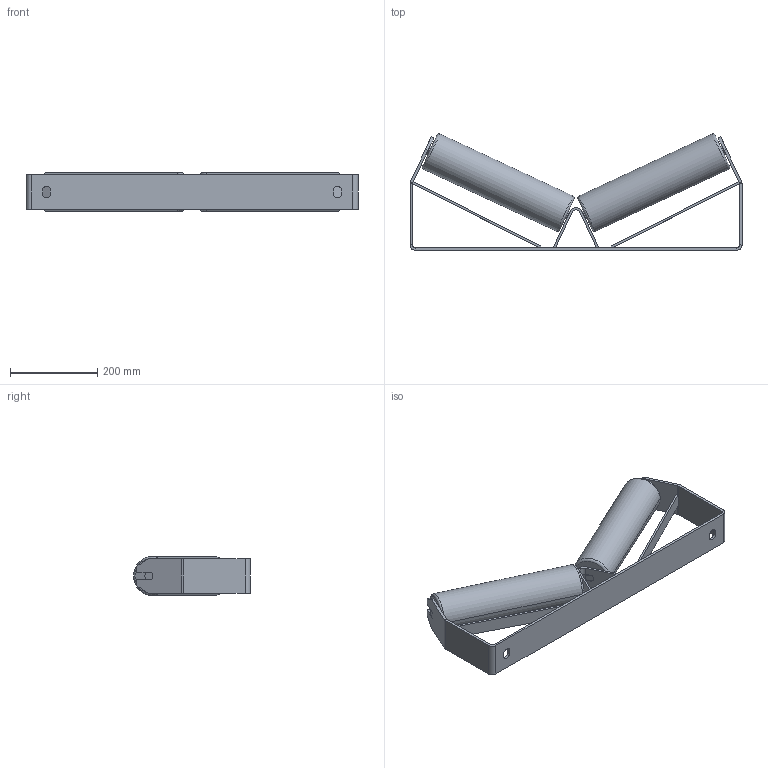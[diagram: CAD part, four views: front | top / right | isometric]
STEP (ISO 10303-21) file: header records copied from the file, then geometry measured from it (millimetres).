
FILE_DESCRIPTION (( 'STEP AP214' ), '1' );
FILE_NAME ('Support SNLM Vé 53300 E73 6 B600 25° sans pincement.step', '2020-02-20T08:54:59', ( '' ), ( '' ), 'SwSTEP 2.0', 'SolidWorks 2019', '' );
FILE_SCHEMA (( 'AUTOMOTIVE_DESIGN' ));
Length unit declared in the file: millimetre
Products named in the file (1): Support SNLM Vé 53300 E73 6 B600 25° sans pincement
Bounding box: 760 x 266.76 x 89 mm (x, y, z)
Volume: 1652003.4 mm3; surface area: 740608.3 mm2
Topology: 6 solids, 8 shells, 244 faces, 597 edges, 382 vertices
Faces by surface type: plane 173, cylinder 46, bspline 17, torus 8
Entity records: 7278 total; most frequent: CARTESIAN_POINT 1445, ORIENTED_EDGE 1194, DIRECTION 1143, EDGE_CURVE 597, LINE 439, VECTOR 439, VERTEX_POINT 382, AXIS2_PLACEMENT_3D 352
